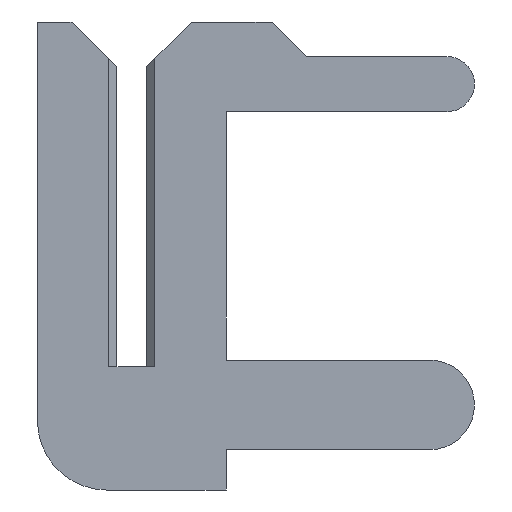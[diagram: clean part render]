
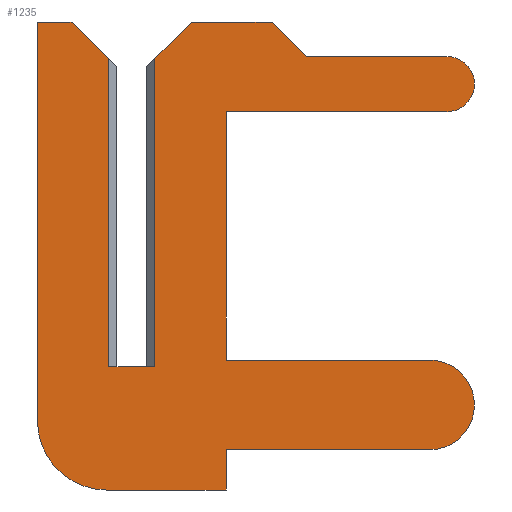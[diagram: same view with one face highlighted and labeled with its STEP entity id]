
A CAD part, left-side view. The second image highlights one B-rep face of the part: STEP entity #1235.
In plain terms, the highlighted planar face has unit normal (-1, 0, 0).
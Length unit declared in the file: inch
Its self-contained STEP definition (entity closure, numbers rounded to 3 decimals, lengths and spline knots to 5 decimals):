
#3 = VECTOR ( 'NONE', #14, 39.37008 ) ;
#6 = VECTOR ( 'NONE', #21, 39.37008 ) ;
#10 = VERTEX_POINT ( 'NONE', #665 ) ;
#13 = CARTESIAN_POINT ( 'NONE',  ( -0.01, -0.01, 0.15 ) ) ;
#14 = DIRECTION ( 'NONE',  ( 0., -1., 0. ) ) ;
#17 = VERTEX_POINT ( 'NONE', #418 ) ;
#21 = DIRECTION ( 'NONE',  ( 0., -1., 0. ) ) ;
#36 = CARTESIAN_POINT ( 'NONE',  ( -0.01, -0.026, 0.15 ) ) ;
#38 = LINE ( 'NONE', #114, #6 ) ;
#49 = CIRCLE ( 'NONE', #784, 0.03 ) ;
#50 = VERTEX_POINT ( 'NONE', #1034 ) ;
#53 = EDGE_LOOP ( 'NONE', ( #1277, #1481, #303, #172, #113, #925, #803, #707, #1438, #1309, #1252, #1271, #400, #1147, #337, #1397, #601, #1124, #841 ) ) ;
#63 = CARTESIAN_POINT ( 'NONE',  ( -0.01, 0.011, -0.0235 ) ) ;
#108 = LINE ( 'NONE', #609, #3 ) ;
#113 = ORIENTED_EDGE ( 'NONE', *, *, #1120, .F. ) ;
#114 = CARTESIAN_POINT ( 'NONE',  ( -0.01, 0.026, 0.15 ) ) ;
#130 = CARTESIAN_POINT ( 'NONE',  ( -0.01, -0.1295, -0.0165 ) ) ;
#153 = CARTESIAN_POINT ( 'NONE',  ( -0.01, 0.0065, 0.1305 ) ) ;
#157 = VERTEX_POINT ( 'NONE', #1142 ) ;
#166 = VECTOR ( 'NONE', #948, 39.37008 ) ;
#172 = ORIENTED_EDGE ( 'NONE', *, *, #912, .T. ) ;
#202 = LINE ( 'NONE', #767, #271 ) ;
#211 = LINE ( 'NONE', #1429, #1485 ) ;
#214 = VERTEX_POINT ( 'NONE', #534 ) ;
#218 = EDGE_CURVE ( 'NONE', #943, #1374, #202, .T. ) ;
#230 = EDGE_CURVE ( 'NONE', #540, #1353, #497, .T. ) ;
#240 = FACE_OUTER_BOUND ( 'NONE', #53, .T. ) ;
#247 = CARTESIAN_POINT ( 'NONE',  ( -0.01, -0.01, 0. ) ) ;
#251 = CARTESIAN_POINT ( 'NONE',  ( -0.01, 0.01, -0.0235 ) ) ;
#263 = VECTOR ( 'NONE', #993, 39.37008 ) ;
#271 = VECTOR ( 'NONE', #1254, 39.37008 ) ;
#272 = EDGE_CURVE ( 'NONE', #1353, #17, #49, .T. ) ;
#298 = LINE ( 'NONE', #1302, #420 ) ;
#303 = ORIENTED_EDGE ( 'NONE', *, *, #581, .F. ) ;
#316 = LINE ( 'NONE', #344, #757 ) ;
#337 = ORIENTED_EDGE ( 'NONE', *, *, #1511, .F. ) ;
#341 = VECTOR ( 'NONE', #1358, 39.37008 ) ;
#344 = CARTESIAN_POINT ( 'NONE',  ( -0.01, -0.076, 0.135 ) ) ;
#362 = CARTESIAN_POINT ( 'NONE',  ( -0.01, -0.076, 0.135 ) ) ;
#370 = CARTESIAN_POINT ( 'NONE',  ( -0.01, -0.041, 0.003 ) ) ;
#378 = CARTESIAN_POINT ( 'NONE',  ( -0.01, 0.026, 0.15 ) ) ;
#388 = LINE ( 'NONE', #1135, #1050 ) ;
#400 = ORIENTED_EDGE ( 'NONE', *, *, #218, .F. ) ;
#407 = CARTESIAN_POINT ( 'NONE',  ( -0.01, 0.011, -0.0535 ) ) ;
#408 = DIRECTION ( 'NONE',  ( 1., 0., 0. ) ) ;
#418 = CARTESIAN_POINT ( 'NONE',  ( -0.01, 0.041, -0.0235 ) ) ;
#420 = VECTOR ( 'NONE', #721, 39.37008 ) ;
#439 = VECTOR ( 'NONE', #701, 39.37008 ) ;
#441 = DIRECTION ( 'NONE',  ( 1., 0., 0. ) ) ;
#461 = LINE ( 'NONE', #523, #263 ) ;
#473 = CARTESIAN_POINT ( 'NONE',  ( -0.01, -0.137, 0.111 ) ) ;
#476 = VERTEX_POINT ( 'NONE', #473 ) ;
#487 = VERTEX_POINT ( 'NONE', #962 ) ;
#497 = LINE ( 'NONE', #407, #341 ) ;
#499 = CARTESIAN_POINT ( 'NONE',  ( -0.01, -0.1295, 0.003 ) ) ;
#504 = LINE ( 'NONE', #153, #1190 ) ;
#507 = EDGE_CURVE ( 'NONE', #50, #683, #1267, .T. ) ;
#512 = VERTEX_POINT ( 'NONE', #614 ) ;
#523 = CARTESIAN_POINT ( 'NONE',  ( -0.01, -0.026, 0.15 ) ) ;
#534 = CARTESIAN_POINT ( 'NONE',  ( -0.01, -0.061, 0.15 ) ) ;
#540 = VERTEX_POINT ( 'NONE', #1437 ) ;
#555 = VECTOR ( 'NONE', #1085, 39.37008 ) ;
#556 = EDGE_CURVE ( 'NONE', #1029, #487, #719, .T. ) ;
#576 = AXIS2_PLACEMENT_3D ( 'NONE', #1130, #408, #1240 ) ;
#579 = DIRECTION ( 'NONE',  ( 0., -0.707, -0.707 ) ) ;
#581 = EDGE_CURVE ( 'NONE', #1395, #1027, #108, .T. ) ;
#593 = EDGE_CURVE ( 'NONE', #1374, #1029, #849, .T. ) ;
#601 = ORIENTED_EDGE ( 'NONE', *, *, #870, .F. ) ;
#609 = CARTESIAN_POINT ( 'NONE',  ( -0.01, 0.0065, 0. ) ) ;
#614 = CARTESIAN_POINT ( 'NONE',  ( -0.01, -0.137, 0.135 ) ) ;
#665 = CARTESIAN_POINT ( 'NONE',  ( -0.01, 0.041, 0.15 ) ) ;
#683 = VERTEX_POINT ( 'NONE', #36 ) ;
#701 = DIRECTION ( 'NONE',  ( 0., 0., 1. ) ) ;
#707 = ORIENTED_EDGE ( 'NONE', *, *, #272, .F. ) ;
#716 = AXIS2_PLACEMENT_3D ( 'NONE', #63, #1102, #1285 ) ;
#717 = CARTESIAN_POINT ( 'NONE',  ( -0.01, -0.0065, 0.1305 ) ) ;
#719 = LINE ( 'NONE', #1079, #1426 ) ;
#721 = DIRECTION ( 'NONE',  ( 0., 0., 1. ) ) ;
#738 = AXIS2_PLACEMENT_3D ( 'NONE', #130, #845, #850 ) ;
#757 = VECTOR ( 'NONE', #579, 39.37008 ) ;
#767 = CARTESIAN_POINT ( 'NONE',  ( -0.01, -0.1295, 0.003 ) ) ;
#777 = VECTOR ( 'NONE', #1482, 39.37008 ) ;
#784 = AXIS2_PLACEMENT_3D ( 'NONE', #906, #441, #815 ) ;
#803 = ORIENTED_EDGE ( 'NONE', *, *, #844, .F. ) ;
#815 = DIRECTION ( 'NONE',  ( 0., 0., 1. ) ) ;
#825 = DIRECTION ( 'NONE',  ( 0., 1., 0. ) ) ;
#841 = ORIENTED_EDGE ( 'NONE', *, *, #1173, .F. ) ;
#844 = EDGE_CURVE ( 'NONE', #17, #10, #298, .T. ) ;
#845 = DIRECTION ( 'NONE',  ( 1., 0., 0. ) ) ;
#849 = CIRCLE ( 'NONE', #738, 0.0195 ) ;
#850 = DIRECTION ( 'NONE',  ( 0., 0., 1. ) ) ;
#868 = LINE ( 'NONE', #1001, #777 ) ;
#870 = EDGE_CURVE ( 'NONE', #998, #512, #211, .T. ) ;
#901 = EDGE_CURVE ( 'NONE', #10, #1362, #38, .T. ) ;
#906 = CARTESIAN_POINT ( 'NONE',  ( -0.01, 0.011, -0.0235 ) ) ;
#912 = EDGE_CURVE ( 'NONE', #1395, #1078, #1496, .T. ) ;
#925 = ORIENTED_EDGE ( 'NONE', *, *, #901, .F. ) ;
#941 = EDGE_CURVE ( 'NONE', #487, #540, #1265, .T. ) ;
#943 = VERTEX_POINT ( 'NONE', #370 ) ;
#948 = DIRECTION ( 'NONE',  ( 0., 0., -1. ) ) ;
#953 = DIRECTION ( 'NONE',  ( 0., -1., 0. ) ) ;
#962 = CARTESIAN_POINT ( 'NONE',  ( -0.01, -0.041, -0.036 ) ) ;
#963 = EDGE_CURVE ( 'NONE', #50, #1027, #1389, .T. ) ;
#970 = CARTESIAN_POINT ( 'NONE',  ( -0.01, 0.01, 0.134 ) ) ;
#993 = DIRECTION ( 'NONE',  ( 0., -1., 0. ) ) ;
#998 = VERTEX_POINT ( 'NONE', #362 ) ;
#1001 = CARTESIAN_POINT ( 'NONE',  ( -0.01, -0.041, 0.003 ) ) ;
#1014 = VECTOR ( 'NONE', #1304, 39.37008 ) ;
#1027 = VERTEX_POINT ( 'NONE', #247 ) ;
#1029 = VERTEX_POINT ( 'NONE', #1071 ) ;
#1033 = EDGE_CURVE ( 'NONE', #214, #998, #316, .T. ) ;
#1034 = CARTESIAN_POINT ( 'NONE',  ( -0.01, -0.01, 0.134 ) ) ;
#1050 = VECTOR ( 'NONE', #1365, 39.37008 ) ;
#1059 = CARTESIAN_POINT ( 'NONE',  ( -0.01, -0.041, -0.0535 ) ) ;
#1071 = CARTESIAN_POINT ( 'NONE',  ( -0.01, -0.1295, -0.036 ) ) ;
#1078 = VERTEX_POINT ( 'NONE', #970 ) ;
#1079 = CARTESIAN_POINT ( 'NONE',  ( -0.01, -0.041, -0.036 ) ) ;
#1085 = DIRECTION ( 'NONE',  ( 0., -0.707, 0.707 ) ) ;
#1096 = CARTESIAN_POINT ( 'NONE',  ( -0.01, 0.01, 0. ) ) ;
#1102 = DIRECTION ( 'NONE',  ( -1., 0., 0. ) ) ;
#1118 = PLANE ( 'NONE',  #716 ) ;
#1120 = EDGE_CURVE ( 'NONE', #1362, #1078, #504, .T. ) ;
#1124 = ORIENTED_EDGE ( 'NONE', *, *, #1033, .F. ) ;
#1130 = CARTESIAN_POINT ( 'NONE',  ( -0.01, -0.137, 0.123 ) ) ;
#1135 = CARTESIAN_POINT ( 'NONE',  ( -0.01, -0.041, 0.111 ) ) ;
#1142 = CARTESIAN_POINT ( 'NONE',  ( -0.01, -0.041, 0.111 ) ) ;
#1147 = ORIENTED_EDGE ( 'NONE', *, *, #1163, .F. ) ;
#1163 = EDGE_CURVE ( 'NONE', #157, #943, #868, .T. ) ;
#1173 = EDGE_CURVE ( 'NONE', #683, #214, #461, .T. ) ;
#1190 = VECTOR ( 'NONE', #1210, 39.37008 ) ;
#1210 = DIRECTION ( 'NONE',  ( 0., -0.707, -0.707 ) ) ;
#1235 = ADVANCED_FACE ( 'NONE', ( #240 ), #1118, .T. ) ;
#1240 = DIRECTION ( 'NONE',  ( 0., 0., 1. ) ) ;
#1252 = ORIENTED_EDGE ( 'NONE', *, *, #556, .F. ) ;
#1254 = DIRECTION ( 'NONE',  ( 0., -1., 0. ) ) ;
#1265 = LINE ( 'NONE', #1059, #166 ) ;
#1267 = LINE ( 'NONE', #717, #555 ) ;
#1271 = ORIENTED_EDGE ( 'NONE', *, *, #593, .F. ) ;
#1277 = ORIENTED_EDGE ( 'NONE', *, *, #507, .F. ) ;
#1285 = DIRECTION ( 'NONE',  ( 0., 0., 1. ) ) ;
#1302 = CARTESIAN_POINT ( 'NONE',  ( -0.01, 0.041, 0.15 ) ) ;
#1304 = DIRECTION ( 'NONE',  ( 0., 0., -1. ) ) ;
#1309 = ORIENTED_EDGE ( 'NONE', *, *, #941, .F. ) ;
#1353 = VERTEX_POINT ( 'NONE', #1458 ) ;
#1358 = DIRECTION ( 'NONE',  ( 0., 1., 0. ) ) ;
#1362 = VERTEX_POINT ( 'NONE', #378 ) ;
#1365 = DIRECTION ( 'NONE',  ( 0., 1., 0. ) ) ;
#1367 = CIRCLE ( 'NONE', #576, 0.012 ) ;
#1374 = VERTEX_POINT ( 'NONE', #499 ) ;
#1389 = LINE ( 'NONE', #13, #1014 ) ;
#1395 = VERTEX_POINT ( 'NONE', #1096 ) ;
#1397 = ORIENTED_EDGE ( 'NONE', *, *, #1449, .F. ) ;
#1426 = VECTOR ( 'NONE', #825, 39.37008 ) ;
#1429 = CARTESIAN_POINT ( 'NONE',  ( -0.01, -0.137, 0.135 ) ) ;
#1437 = CARTESIAN_POINT ( 'NONE',  ( -0.01, -0.041, -0.0535 ) ) ;
#1438 = ORIENTED_EDGE ( 'NONE', *, *, #230, .F. ) ;
#1449 = EDGE_CURVE ( 'NONE', #512, #476, #1367, .T. ) ;
#1458 = CARTESIAN_POINT ( 'NONE',  ( -0.01, 0.011, -0.0535 ) ) ;
#1481 = ORIENTED_EDGE ( 'NONE', *, *, #963, .T. ) ;
#1482 = DIRECTION ( 'NONE',  ( 0., 0., -1. ) ) ;
#1485 = VECTOR ( 'NONE', #953, 39.37008 ) ;
#1496 = LINE ( 'NONE', #251, #439 ) ;
#1511 = EDGE_CURVE ( 'NONE', #476, #157, #388, .T. ) ;
